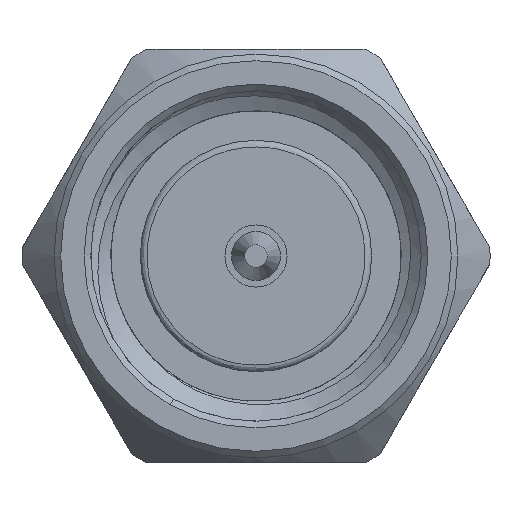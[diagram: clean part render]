
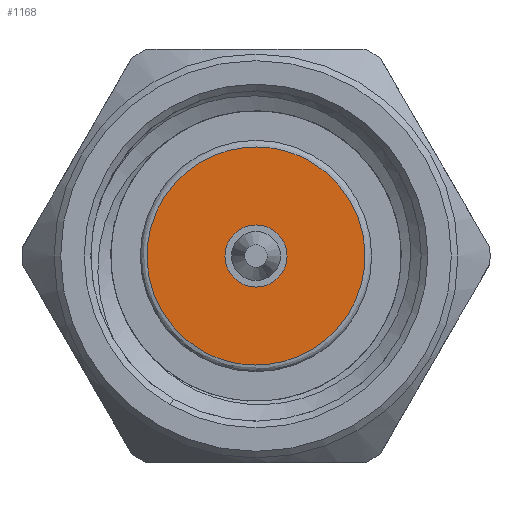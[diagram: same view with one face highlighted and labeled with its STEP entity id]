
A CAD part, left-side view. The second image highlights one B-rep face of the part: STEP entity #1168.
In plain terms, the highlighted planar face has unit normal (-1, 0, 0).
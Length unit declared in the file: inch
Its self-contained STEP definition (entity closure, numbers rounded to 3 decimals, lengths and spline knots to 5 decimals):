
#282 = CARTESIAN_POINT ( 'NONE',  ( 0.1, 0.04125, -0.07145 ) ) ;
#350 = DIRECTION ( 'NONE',  ( -1., 0., 0. ) ) ;
#580 = CARTESIAN_POINT ( 'NONE',  ( 0.1, -0.10164, -0.15395 ) ) ;
#583 = PLANE ( 'NONE',  #2383 ) ;
#688 = CARTESIAN_POINT ( 'NONE',  ( 0.1, 0.18414, 0.01105 ) ) ;
#744 = CARTESIAN_POINT ( 'NONE',  ( 0.1, -0.04125, 0.07145 ) ) ;
#849 = EDGE_LOOP ( 'NONE', ( #3015 ) ) ;
#1107 = AXIS2_PLACEMENT_3D ( 'NONE', #3796, #350, #4632 ) ;
#1168 = ADVANCED_FACE ( 'NONE', ( #5584, #3258 ), #583, .F. ) ;
#1410 = CARTESIAN_POINT ( 'NONE',  ( 0.1, -0.04125, 0.07145 ) ) ;
#1605 = CARTESIAN_POINT ( 'NONE',  ( 0.1, 0.10164, 0.15395 ) ) ;
#1840 =( BOUNDED_CURVE ( )  B_SPLINE_CURVE ( 3, ( #1410, #2299, #580, #5358 ),
 .UNSPECIFIED., .F., .F. ) 
 B_SPLINE_CURVE_WITH_KNOTS ( ( 4, 4 ),
 ( 0., 1. ),
 .UNSPECIFIED. ) 
 CURVE ( )  GEOMETRIC_REPRESENTATION_ITEM ( )  RATIONAL_B_SPLINE_CURVE ( ( 1., 0.333, 0.333, 1. ) ) 
 REPRESENTATION_ITEM ( '' )  );
#1848 = EDGE_CURVE ( 'NONE', #2706, #2157, #1840, .T. ) ;
#1906 = DIRECTION ( 'NONE',  ( 1., 0., 0. ) ) ;
#2157 = VERTEX_POINT ( 'NONE', #282 ) ;
#2252 = CIRCLE ( 'NONE', #1107, 0.0235 ) ;
#2299 = CARTESIAN_POINT ( 'NONE',  ( 0.1, -0.18414, -0.01105 ) ) ;
#2383 = AXIS2_PLACEMENT_3D ( 'NONE', #4395, #1906, #4940 ) ;
#2706 = VERTEX_POINT ( 'NONE', #5602 ) ;
#3015 = ORIENTED_EDGE ( 'NONE', *, *, #4155, .F. ) ;
#3023 = EDGE_LOOP ( 'NONE', ( #4254, #5478 ) ) ;
#3258 = FACE_OUTER_BOUND ( 'NONE', #3023, .T. ) ;
#3696 = CARTESIAN_POINT ( 'NONE',  ( 0.1, 0.01175, -0.02035 ) ) ;
#3796 = CARTESIAN_POINT ( 'NONE',  ( 0.1, 0., 0. ) ) ;
#4155 = EDGE_CURVE ( 'NONE', #5221, #5221, #2252, .T. ) ;
#4254 = ORIENTED_EDGE ( 'NONE', *, *, #5387, .F. ) ;
#4395 = CARTESIAN_POINT ( 'NONE',  ( 0.1, 0., 0. ) ) ;
#4632 = DIRECTION ( 'NONE',  ( 0., 0.5, -0.866 ) ) ;
#4665 = CARTESIAN_POINT ( 'NONE',  ( 0.1, 0.04125, -0.07145 ) ) ;
#4940 = DIRECTION ( 'NONE',  ( 0., 0.5, -0.866 ) ) ;
#5221 = VERTEX_POINT ( 'NONE', #3696 ) ;
#5358 = CARTESIAN_POINT ( 'NONE',  ( 0.1, 0.04125, -0.07145 ) ) ;
#5387 = EDGE_CURVE ( 'NONE', #2157, #2706, #5512, .T. ) ;
#5478 = ORIENTED_EDGE ( 'NONE', *, *, #1848, .F. ) ;
#5512 =( BOUNDED_CURVE ( )  B_SPLINE_CURVE ( 3, ( #4665, #688, #1605, #744 ),
 .UNSPECIFIED., .F., .F. ) 
 B_SPLINE_CURVE_WITH_KNOTS ( ( 4, 4 ),
 ( 0., 1. ),
 .UNSPECIFIED. ) 
 CURVE ( )  GEOMETRIC_REPRESENTATION_ITEM ( )  RATIONAL_B_SPLINE_CURVE ( ( 1., 0.333, 0.333, 1. ) ) 
 REPRESENTATION_ITEM ( '' )  );
#5584 = FACE_BOUND ( 'NONE', #849, .T. ) ;
#5602 = CARTESIAN_POINT ( 'NONE',  ( 0.1, -0.04125, 0.07145 ) ) ;
